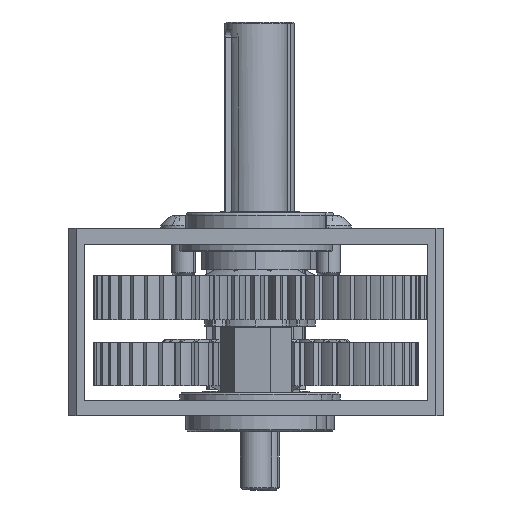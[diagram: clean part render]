
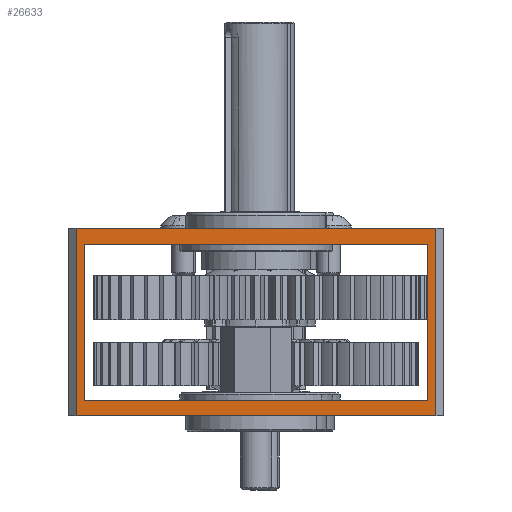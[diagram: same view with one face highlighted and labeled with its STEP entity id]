
A CAD part, left-side view. The second image highlights one B-rep face of the part: STEP entity #26633.
In plain terms, the highlighted planar face has unit normal (-1, 0, 0).
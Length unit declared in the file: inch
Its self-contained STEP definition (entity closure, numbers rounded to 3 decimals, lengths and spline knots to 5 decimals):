
#230 = LINE ( 'NONE', #36833, #44646 ) ;
#994 = DIRECTION ( 'NONE',  ( 0., -1., 0. ) ) ;
#1401 = ORIENTED_EDGE ( 'NONE', *, *, #19293, .T. ) ;
#1748 = VERTEX_POINT ( 'NONE', #29072 ) ;
#2578 = VECTOR ( 'NONE', #994, 39.37008 ) ;
#2603 = CARTESIAN_POINT ( 'NONE',  ( -10., -1.375, -0.625 ) ) ;
#3399 = DIRECTION ( 'NONE',  ( 0., -1., 0. ) ) ;
#3967 = EDGE_CURVE ( 'NONE', #5173, #1748, #26226, .T. ) ;
#4819 = PLANE ( 'NONE',  #42134 ) ;
#5107 = ORIENTED_EDGE ( 'NONE', *, *, #17641, .T. ) ;
#5173 = VERTEX_POINT ( 'NONE', #50455 ) ;
#8663 = CARTESIAN_POINT ( 'NONE',  ( -10., 1.375, 0.625 ) ) ;
#9132 = DIRECTION ( 'NONE',  ( 1., 0., 0. ) ) ;
#9980 = CARTESIAN_POINT ( 'NONE',  ( -10., -1.375, 0.625 ) ) ;
#10672 = VERTEX_POINT ( 'NONE', #42681 ) ;
#11636 = LINE ( 'NONE', #45231, #21815 ) ;
#13051 = DIRECTION ( 'NONE',  ( 0., 0., 1. ) ) ;
#13281 = VECTOR ( 'NONE', #36850, 39.37008 ) ;
#13748 = CARTESIAN_POINT ( 'NONE',  ( -10., -1.5, 0.75 ) ) ;
#14710 = VECTOR ( 'NONE', #3399, 39.37008 ) ;
#16849 = CARTESIAN_POINT ( 'NONE',  ( -10., 1.44, 0.75 ) ) ;
#17641 = EDGE_CURVE ( 'NONE', #10672, #25206, #36169, .T. ) ;
#19293 = EDGE_CURVE ( 'NONE', #43042, #47361, #230, .T. ) ;
#19611 = LINE ( 'NONE', #8663, #52612 ) ;
#20209 = VECTOR ( 'NONE', #21942, 39.37008 ) ;
#20518 = CARTESIAN_POINT ( 'NONE',  ( -10., 1.375, -0.625 ) ) ;
#20660 = EDGE_LOOP ( 'NONE', ( #50794, #30153, #43829, #1401 ) ) ;
#21815 = VECTOR ( 'NONE', #23604, 39.37008 ) ;
#21942 = DIRECTION ( 'NONE',  ( 0., 0., -1. ) ) ;
#23287 = CARTESIAN_POINT ( 'NONE',  ( -10., -1.44, 0.75 ) ) ;
#23604 = DIRECTION ( 'NONE',  ( 0., 1., 0. ) ) ;
#23698 = FACE_OUTER_BOUND ( 'NONE', #30901, .T. ) ;
#25206 = VERTEX_POINT ( 'NONE', #23287 ) ;
#26226 = LINE ( 'NONE', #41103, #14710 ) ;
#26633 = ADVANCED_FACE ( 'NONE', ( #33801, #23698 ), #4819, .F. ) ;
#27197 = EDGE_CURVE ( 'NONE', #37700, #54451, #33030, .T. ) ;
#27364 = EDGE_CURVE ( 'NONE', #1748, #43042, #49805, .T. ) ;
#28200 = DIRECTION ( 'NONE',  ( 0., 1., 0. ) ) ;
#28874 = ORIENTED_EDGE ( 'NONE', *, *, #31693, .F. ) ;
#29072 = CARTESIAN_POINT ( 'NONE',  ( -10., -1.375, 0.625 ) ) ;
#30153 = ORIENTED_EDGE ( 'NONE', *, *, #3967, .T. ) ;
#30901 = EDGE_LOOP ( 'NONE', ( #28874, #5107, #48339, #49912 ) ) ;
#31693 = EDGE_CURVE ( 'NONE', #10672, #54451, #11636, .T. ) ;
#33030 = LINE ( 'NONE', #47697, #20209 ) ;
#33801 = FACE_BOUND ( 'NONE', #20660, .T. ) ;
#35555 = LINE ( 'NONE', #13748, #2578 ) ;
#36169 = LINE ( 'NONE', #41181, #13281 ) ;
#36815 = EDGE_CURVE ( 'NONE', #37700, #25206, #35555, .T. ) ;
#36833 = CARTESIAN_POINT ( 'NONE',  ( -10., -1.375, -0.625 ) ) ;
#36850 = DIRECTION ( 'NONE',  ( 0., 0., 1. ) ) ;
#37700 = VERTEX_POINT ( 'NONE', #16849 ) ;
#38376 = VECTOR ( 'NONE', #48773, 39.37008 ) ;
#39208 = CARTESIAN_POINT ( 'NONE',  ( -10., 1.44, -0.75 ) ) ;
#39289 = DIRECTION ( 'NONE',  ( 0., 0., 1. ) ) ;
#41103 = CARTESIAN_POINT ( 'NONE',  ( -10., -1.375, 0.625 ) ) ;
#41181 = CARTESIAN_POINT ( 'NONE',  ( -10., -1.44, -0.75 ) ) ;
#42134 = AXIS2_PLACEMENT_3D ( 'NONE', #47759, #9132, #39289 ) ;
#42681 = CARTESIAN_POINT ( 'NONE',  ( -10., -1.44, -0.75 ) ) ;
#43042 = VERTEX_POINT ( 'NONE', #2603 ) ;
#43829 = ORIENTED_EDGE ( 'NONE', *, *, #27364, .T. ) ;
#44646 = VECTOR ( 'NONE', #28200, 39.37008 ) ;
#45231 = CARTESIAN_POINT ( 'NONE',  ( -10., -1.5, -0.75 ) ) ;
#47361 = VERTEX_POINT ( 'NONE', #20518 ) ;
#47697 = CARTESIAN_POINT ( 'NONE',  ( -10., 1.44, -0.75 ) ) ;
#47759 = CARTESIAN_POINT ( 'NONE',  ( -10., 1.5, -0.75 ) ) ;
#48339 = ORIENTED_EDGE ( 'NONE', *, *, #36815, .F. ) ;
#48773 = DIRECTION ( 'NONE',  ( 0., 0., -1. ) ) ;
#49109 = EDGE_CURVE ( 'NONE', #47361, #5173, #19611, .T. ) ;
#49805 = LINE ( 'NONE', #9980, #38376 ) ;
#49912 = ORIENTED_EDGE ( 'NONE', *, *, #27197, .T. ) ;
#50455 = CARTESIAN_POINT ( 'NONE',  ( -10., 1.375, 0.625 ) ) ;
#50794 = ORIENTED_EDGE ( 'NONE', *, *, #49109, .T. ) ;
#52612 = VECTOR ( 'NONE', #13051, 39.37008 ) ;
#54451 = VERTEX_POINT ( 'NONE', #39208 ) ;
